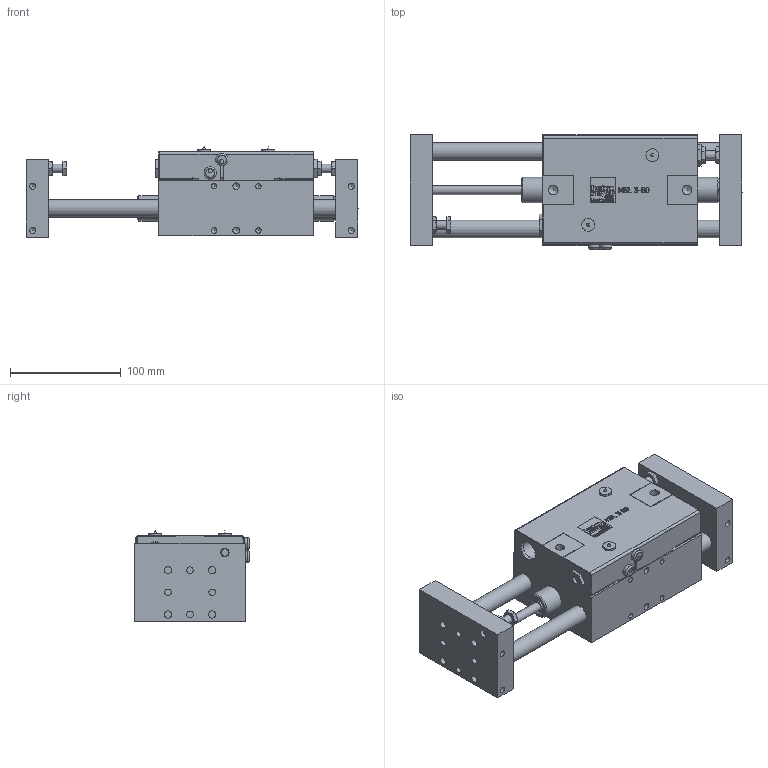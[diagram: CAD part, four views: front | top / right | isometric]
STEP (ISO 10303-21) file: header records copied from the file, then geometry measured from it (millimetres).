
FILE_DESCRIPTION((''),'2;1');
FILE_NAME('MSL3-80.stp','2012-09-28T15:16:04',('hartung_david'),(''),'Autodesk Inventor 2012','Autodesk Inventor 2012','');
FILE_SCHEMA(('AUTOMOTIVE_DESIGN { 1 0 10303 214 1 1 1 1 }'));
Length unit declared in the file: millimetre
Products named in the file (3): MSL3-80; MSL3-80-010; MSL3-80-020
Assembly tree (2 placements, depth 2):
  MSL3-80
    MSL3-80-010
    MSL3-80-020
Bounding box: 300 x 103.5 x 81.5 mm (x, y, z)
Volume: 1343636.4 mm3; surface area: 204802.7 mm2
Topology: 2 solids, 30 shells, 1021 faces, 2656 edges, 1760 vertices
Faces by surface type: plane 511, bspline 250, cylinder 164, cone 92, torus 4
Full cylindrical faces by diameter (mm): 3.7 x2, 4 x2, 4.459 x2, 4.917 x12, 5.459 x12, 6 x14, 6.5 x2, 6.6 x8, 6.917 x2, 7 x2, 7.459 x2, 8 x10, 8.5 x2, 8.566 x2, 8.8 x2, 9.5 x2, 9.6 x4, 11 x10, 11.4 x2, 11.5 x2, 13.4 x2, 15 x12, 16 x10, 17 x2, 17.835 x2, 18.376 x2, 23 x2, 26 x4, 26.2 x4, 37 x2
Entity records: 32236 total; most frequent: CARTESIAN_POINT 9026, ORIENTED_EDGE 4616, DIRECTION 3714, EDGE_CURVE 2308, VERTEX_POINT 1644, EDGE_LOOP 1426, VECTOR 1346, LINE 1346
